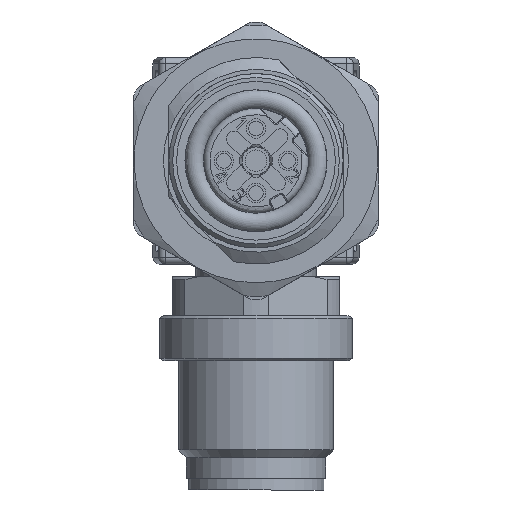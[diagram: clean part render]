
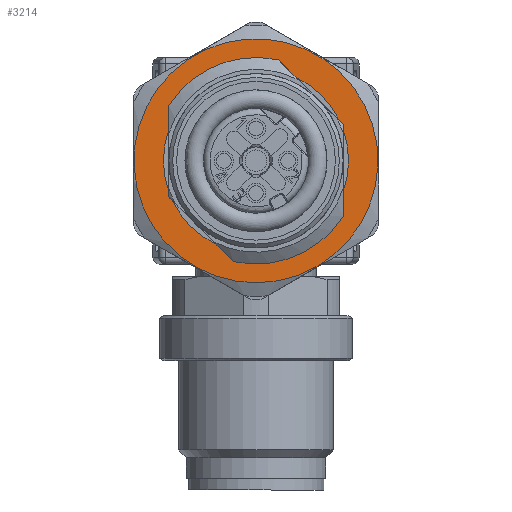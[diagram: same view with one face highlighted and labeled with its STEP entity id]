
A CAD part, front view. The second image highlights one B-rep face of the part: STEP entity #3214.
In plain terms, the highlighted planar face has unit normal (0, -1, 0).
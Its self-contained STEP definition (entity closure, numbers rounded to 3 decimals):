
#685=PLANE('',#11226);
#1759=LINE('',#18377,#2472);
#1760=LINE('',#18379,#2473);
#1761=LINE('',#18380,#2474);
#1762=LINE('',#18381,#2475);
#1763=LINE('',#18383,#2476);
#1764=LINE('',#18384,#2477);
#1765=LINE('',#18385,#2478);
#1766=LINE('',#18389,#2479);
#2472=VECTOR('',#13581,1.);
#2473=VECTOR('',#13582,1.);
#2474=VECTOR('',#13583,1.);
#2475=VECTOR('',#13584,1.);
#2476=VECTOR('',#13585,1.);
#2477=VECTOR('',#13586,1.);
#2478=VECTOR('',#13587,1.);
#2479=VECTOR('',#13590,1.);
#3214=ADVANCED_FACE('',(#3696,#3697),#685,.T.);
#3696=FACE_BOUND('',#4254,.T.);
#3697=FACE_BOUND('',#4255,.T.);
#4254=EDGE_LOOP('',(#6482));
#4255=EDGE_LOOP('',(#6483,#6484,#6485,#6486,#6487,#6488,#6489,#6490,#6491,
#6492,#6493,#6494,#6495,#6496));
#6482=ORIENTED_EDGE('',*,*,#9341,.F.);
#6483=ORIENTED_EDGE('',*,*,#9418,.F.);
#6484=ORIENTED_EDGE('',*,*,#9402,.F.);
#6485=ORIENTED_EDGE('',*,*,#9419,.F.);
#6486=ORIENTED_EDGE('',*,*,#9392,.F.);
#6487=ORIENTED_EDGE('',*,*,#9420,.T.);
#6488=ORIENTED_EDGE('',*,*,#9390,.F.);
#6489=ORIENTED_EDGE('',*,*,#9421,.T.);
#6490=ORIENTED_EDGE('',*,*,#9422,.F.);
#6491=ORIENTED_EDGE('',*,*,#9380,.F.);
#6492=ORIENTED_EDGE('',*,*,#9423,.F.);
#6493=ORIENTED_EDGE('',*,*,#9416,.F.);
#6494=ORIENTED_EDGE('',*,*,#9424,.F.);
#6495=ORIENTED_EDGE('',*,*,#9425,.F.);
#6496=ORIENTED_EDGE('',*,*,#9426,.F.);
#8037=VERTEX_POINT('',#18166);
#8064=VERTEX_POINT('',#18274);
#8065=VERTEX_POINT('',#18276);
#8070=VERTEX_POINT('',#18297);
#8072=VERTEX_POINT('',#18301);
#8073=VERTEX_POINT('',#18305);
#8075=VERTEX_POINT('',#18308);
#8081=VERTEX_POINT('',#18332);
#8082=VERTEX_POINT('',#18334);
#8090=VERTEX_POINT('',#18372);
#8091=VERTEX_POINT('',#18374);
#8092=VERTEX_POINT('',#18378);
#8093=VERTEX_POINT('',#18382);
#8094=VERTEX_POINT('',#18386);
#8095=VERTEX_POINT('',#18388);
#9341=EDGE_CURVE('',#8037,#8037,#10276,.T.);
#9380=EDGE_CURVE('',#8064,#8065,#10290,.T.);
#9390=EDGE_CURVE('',#8072,#8070,#10293,.T.);
#9392=EDGE_CURVE('',#8073,#8075,#10294,.T.);
#9402=EDGE_CURVE('',#8081,#8082,#10298,.T.);
#9416=EDGE_CURVE('',#8090,#8091,#10302,.T.);
#9418=EDGE_CURVE('',#8082,#8092,#1759,.T.);
#9419=EDGE_CURVE('',#8075,#8081,#1760,.T.);
#9420=EDGE_CURVE('',#8073,#8070,#1761,.T.);
#9421=EDGE_CURVE('',#8072,#8093,#1762,.T.);
#9422=EDGE_CURVE('',#8065,#8093,#1763,.T.);
#9423=EDGE_CURVE('',#8091,#8064,#1764,.T.);
#9424=EDGE_CURVE('',#8094,#8090,#1765,.T.);
#9425=EDGE_CURVE('',#8095,#8094,#10303,.T.);
#9426=EDGE_CURVE('',#8092,#8095,#1766,.T.);
#10276=CIRCLE('',#11172,9.45);
#10290=CIRCLE('',#11199,7.172);
#10293=CIRCLE('',#11205,7.172);
#10294=CIRCLE('',#11207,8.);
#10298=CIRCLE('',#11214,7.172);
#10302=CIRCLE('',#11223,8.);
#10303=CIRCLE('',#11225,7.172);
#11172=AXIS2_PLACEMENT_3D('',#18165,#13439,#13440);
#11199=AXIS2_PLACEMENT_3D('',#18275,#13512,#13513);
#11205=AXIS2_PLACEMENT_3D('',#18302,#13529,#13530);
#11207=AXIS2_PLACEMENT_3D('',#18307,#13534,#13535);
#11214=AXIS2_PLACEMENT_3D('',#18333,#13552,#13553);
#11223=AXIS2_PLACEMENT_3D('',#18373,#13576,#13577);
#11225=AXIS2_PLACEMENT_3D('',#18387,#13588,#13589);
#11226=AXIS2_PLACEMENT_3D('',#18390,#13591,#13592);
#13439=DIRECTION('',(0.,1.,0.));
#13440=DIRECTION('',(0.5,0.,-0.866));
#13512=DIRECTION('',(0.,-1.,0.));
#13513=DIRECTION('',(-0.5,0.,0.866));
#13529=DIRECTION('',(0.,-1.,0.));
#13530=DIRECTION('',(-0.5,0.,0.866));
#13534=DIRECTION('',(0.,-1.,0.));
#13535=DIRECTION('',(1.,0.,0.));
#13552=DIRECTION('',(0.,-1.,0.));
#13553=DIRECTION('',(-0.5,0.,0.866));
#13576=DIRECTION('',(0.,-1.,0.));
#13577=DIRECTION('',(1.,0.,0.));
#13581=DIRECTION('',(0.,0.,1.));
#13582=DIRECTION('',(0.,0.,1.));
#13583=DIRECTION('',(-0.707,0.,0.707));
#13584=DIRECTION('',(-0.707,0.,0.707));
#13585=DIRECTION('',(0.,0.,-1.));
#13586=DIRECTION('',(0.,0.,-1.));
#13587=DIRECTION('',(-0.707,0.,0.707));
#13588=DIRECTION('',(0.,-1.,0.));
#13589=DIRECTION('',(-0.5,0.,0.866));
#13590=DIRECTION('',(-0.707,0.,0.707));
#13591=DIRECTION('',(0.,-1.,0.));
#13592=DIRECTION('',(0.5,0.,-0.866));
#18165=CARTESIAN_POINT('',(50.,-25.3,0.));
#18166=CARTESIAN_POINT('',(54.725,-25.3,-8.184));
#18274=CARTESIAN_POINT('',(43.25,-25.3,2.424));
#18275=CARTESIAN_POINT('',(50.,-25.3,0.));
#18276=CARTESIAN_POINT('',(43.25,-25.3,-2.424));
#18297=CARTESIAN_POINT('',(46.941,-25.3,-6.487));
#18301=CARTESIAN_POINT('',(43.513,-25.3,-3.059));
#18302=CARTESIAN_POINT('',(50.,-25.3,0.));
#18305=CARTESIAN_POINT('',(48.263,-25.3,-7.809));
#18307=CARTESIAN_POINT('',(50.,-25.3,0.));
#18308=CARTESIAN_POINT('',(56.75,-25.3,-4.294));
#18332=CARTESIAN_POINT('',(56.75,-25.3,-2.424));
#18333=CARTESIAN_POINT('',(50.,-25.3,0.));
#18334=CARTESIAN_POINT('',(56.75,-25.3,2.424));
#18372=CARTESIAN_POINT('',(51.737,-25.3,7.809));
#18373=CARTESIAN_POINT('',(50.,-25.3,0.));
#18374=CARTESIAN_POINT('',(43.25,-25.3,4.294));
#18377=CARTESIAN_POINT('',(56.75,-25.3,9.5));
#18378=CARTESIAN_POINT('',(56.75,-25.3,2.796));
#18379=CARTESIAN_POINT('',(56.75,-25.3,9.5));
#18380=CARTESIAN_POINT('',(42.191,-25.3,-1.737));
#18381=CARTESIAN_POINT('',(42.191,-25.3,-1.737));
#18382=CARTESIAN_POINT('',(43.25,-25.3,-2.796));
#18383=CARTESIAN_POINT('',(43.25,-25.3,-9.5));
#18384=CARTESIAN_POINT('',(43.25,-25.3,-9.5));
#18385=CARTESIAN_POINT('',(51.737,-25.3,7.809));
#18386=CARTESIAN_POINT('',(53.059,-25.3,6.487));
#18387=CARTESIAN_POINT('',(50.,-25.3,0.));
#18388=CARTESIAN_POINT('',(56.487,-25.3,3.059));
#18389=CARTESIAN_POINT('',(51.737,-25.3,7.809));
#18390=CARTESIAN_POINT('',(50.,-25.3,0.));
